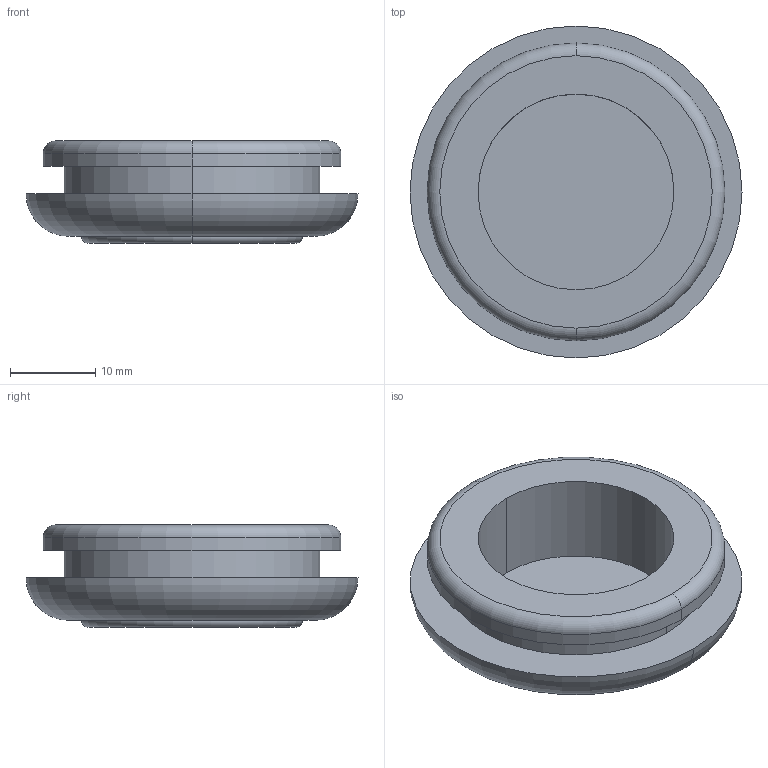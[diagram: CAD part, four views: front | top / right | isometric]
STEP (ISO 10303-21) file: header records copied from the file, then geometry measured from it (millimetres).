
FILE_DESCRIPTION (( 'STEP AP214' ), '1' );
FILE_NAME ('TM_MG_8.STEP', '2015-05-22T02:50:23', ( '' ), ( '' ), 'SwSTEP 2.0', 'SolidWorks 2015', '' );
FILE_SCHEMA (( 'AUTOMOTIVE_DESIGN' ));
Length unit declared in the file: millimetre
Products named in the file (2): grommet; TM_MG_8
Assembly tree (1 placements, depth 2):
  TM_MG_8
    grommet
Bounding box: 39 x 39 x 12 mm (x, y, z)
Volume: 6077.7 mm3; surface area: 4644.7 mm2
Topology: 1 solids, 1 shells, 22 faces, 42 edges, 26 vertices
Faces by surface type: cylinder 10, torus 6, plane 6
Entity records: 636 total; most frequent: DIRECTION 126, CARTESIAN_POINT 94, ORIENTED_EDGE 84, AXIS2_PLACEMENT_3D 58, EDGE_CURVE 42, CIRCLE 32, EDGE_LOOP 26, VERTEX_POINT 26
